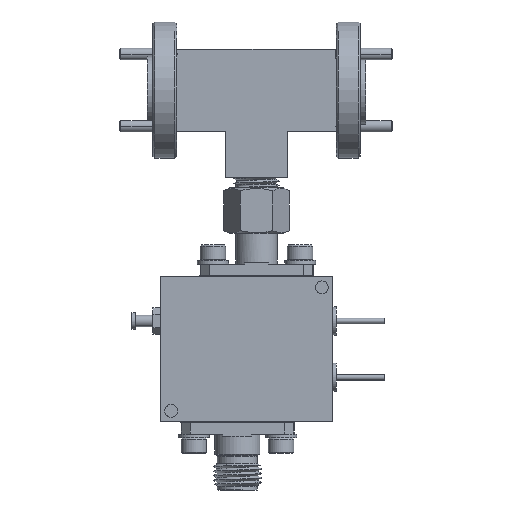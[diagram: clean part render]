
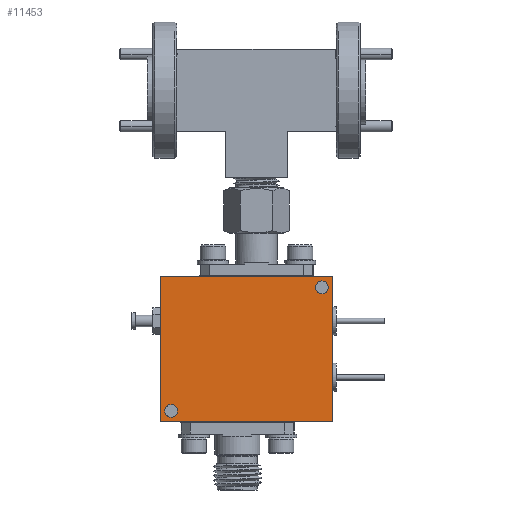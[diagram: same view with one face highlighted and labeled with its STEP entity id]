
A CAD part, front view. The second image highlights one B-rep face of the part: STEP entity #11453.
In plain terms, the highlighted planar face has unit normal (0, -1, 0).
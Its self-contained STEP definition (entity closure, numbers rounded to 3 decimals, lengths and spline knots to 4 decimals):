
#1494 = VERTEX_POINT ( 'NONE', #18093 ) ;
#1696 = EDGE_CURVE ( 'NONE', #36401, #61952, #4137, .T. ) ;
#2611 = LINE ( 'NONE', #58962, #41121 ) ;
#2720 = PLANE ( 'NONE',  #56145 ) ;
#3445 = VERTEX_POINT ( 'NONE', #18190 ) ;
#4137 = CIRCLE ( 'NONE', #42524, 0.035 ) ;
#5643 = EDGE_CURVE ( 'NONE', #10834, #21967, #33909, .T. ) ;
#9594 = AXIS2_PLACEMENT_3D ( 'NONE', #42283, #12761, #42927 ) ;
#10371 = CARTESIAN_POINT ( 'NONE',  ( 1.7555, 0.6184, 0.636 ) ) ;
#10834 = VERTEX_POINT ( 'NONE', #42864 ) ;
#11453 = ADVANCED_FACE ( 'NONE', ( #41061, #54149, #35643 ), #2720, .F. ) ;
#12031 = EDGE_LOOP ( 'NONE', ( #32866, #54002 ) ) ;
#12369 = CARTESIAN_POINT ( 'NONE',  ( 1.2805, 0.6184, 0.236 ) ) ;
#12761 = DIRECTION ( 'NONE',  ( 0., -1., 0. ) ) ;
#17272 = CARTESIAN_POINT ( 'NONE',  ( 0.8055, 0.6184, 0.636 ) ) ;
#18093 = CARTESIAN_POINT ( 'NONE',  ( 0.8055, 0.6184, 0.636 ) ) ;
#18190 = CARTESIAN_POINT ( 'NONE',  ( 0.9005, 0.6184, -0.104 ) ) ;
#18859 = ORIENTED_EDGE ( 'NONE', *, *, #53300, .F. ) ;
#19249 = CARTESIAN_POINT ( 'NONE',  ( 0.8055, 0.6184, -0.164 ) ) ;
#21967 = VERTEX_POINT ( 'NONE', #19249 ) ;
#23382 = DIRECTION ( 'NONE',  ( -1., 0., 0. ) ) ;
#24756 = DIRECTION ( 'NONE',  ( 0., -1., 0. ) ) ;
#25440 = DIRECTION ( 'NONE',  ( 0., -1., 0. ) ) ;
#26280 = ORIENTED_EDGE ( 'NONE', *, *, #36691, .F. ) ;
#26729 = EDGE_CURVE ( 'NONE', #35551, #3445, #54206, .T. ) ;
#26825 = DIRECTION ( 'NONE',  ( 0., 1., 0. ) ) ;
#26979 = CARTESIAN_POINT ( 'NONE',  ( 0.8305, 0.6184, -0.104 ) ) ;
#27201 = DIRECTION ( 'NONE',  ( 1., 0., 0. ) ) ;
#27673 = DIRECTION ( 'NONE',  ( 1., 0., 0. ) ) ;
#28099 = DIRECTION ( 'NONE',  ( 0., -1., 0. ) ) ;
#28580 = ORIENTED_EDGE ( 'NONE', *, *, #43175, .F. ) ;
#29263 = VECTOR ( 'NONE', #60629, 39.3701 ) ;
#32722 = AXIS2_PLACEMENT_3D ( 'NONE', #54299, #24756, #44597 ) ;
#32866 = ORIENTED_EDGE ( 'NONE', *, *, #53760, .F. ) ;
#33909 = LINE ( 'NONE', #44040, #29263 ) ;
#33983 = LINE ( 'NONE', #41519, #43228 ) ;
#35316 = DIRECTION ( 'NONE',  ( 1., 0., 0. ) ) ;
#35551 = VERTEX_POINT ( 'NONE', #26979 ) ;
#35618 = VECTOR ( 'NONE', #27201, 39.3701 ) ;
#35643 = FACE_OUTER_BOUND ( 'NONE', #46176, .T. ) ;
#36401 = VERTEX_POINT ( 'NONE', #62061 ) ;
#36691 = EDGE_CURVE ( 'NONE', #1494, #43758, #50319, .T. ) ;
#38680 = DIRECTION ( 'NONE',  ( 0., 0., -1. ) ) ;
#41061 = FACE_BOUND ( 'NONE', #12031, .T. ) ;
#41121 = VECTOR ( 'NONE', #38680, 39.3701 ) ;
#41519 = CARTESIAN_POINT ( 'NONE',  ( 0.8055, 0.6184, 0.636 ) ) ;
#42153 = CARTESIAN_POINT ( 'NONE',  ( 1.6955, 0.6184, 0.576 ) ) ;
#42283 = CARTESIAN_POINT ( 'NONE',  ( 0.8655, 0.6184, -0.104 ) ) ;
#42524 = AXIS2_PLACEMENT_3D ( 'NONE', #59963, #25440, #35316 ) ;
#42864 = CARTESIAN_POINT ( 'NONE',  ( 1.7555, 0.6184, -0.164 ) ) ;
#42927 = DIRECTION ( 'NONE',  ( 1., 0., 0. ) ) ;
#43175 = EDGE_CURVE ( 'NONE', #61952, #36401, #57588, .T. ) ;
#43228 = VECTOR ( 'NONE', #46483, 39.3701 ) ;
#43758 = VERTEX_POINT ( 'NONE', #10371 ) ;
#44040 = CARTESIAN_POINT ( 'NONE',  ( 0.8055, 0.6184, -0.164 ) ) ;
#44597 = DIRECTION ( 'NONE',  ( 1., 0., 0. ) ) ;
#45081 = ORIENTED_EDGE ( 'NONE', *, *, #51649, .F. ) ;
#46176 = EDGE_LOOP ( 'NONE', ( #62965, #45081, #26280, #18859 ) ) ;
#46483 = DIRECTION ( 'NONE',  ( 0., 0., 1. ) ) ;
#47076 = CIRCLE ( 'NONE', #32722, 0.035 ) ;
#47672 = EDGE_LOOP ( 'NONE', ( #61645, #28580 ) ) ;
#50319 = LINE ( 'NONE', #17272, #35618 ) ;
#50461 = AXIS2_PLACEMENT_3D ( 'NONE', #42153, #28099, #27673 ) ;
#51649 = EDGE_CURVE ( 'NONE', #43758, #10834, #2611, .T. ) ;
#53300 = EDGE_CURVE ( 'NONE', #21967, #1494, #33983, .T. ) ;
#53760 = EDGE_CURVE ( 'NONE', #3445, #35551, #47076, .T. ) ;
#54002 = ORIENTED_EDGE ( 'NONE', *, *, #26729, .F. ) ;
#54149 = FACE_BOUND ( 'NONE', #47672, .T. ) ;
#54206 = CIRCLE ( 'NONE', #9594, 0.035 ) ;
#54299 = CARTESIAN_POINT ( 'NONE',  ( 0.8655, 0.6184, -0.104 ) ) ;
#56145 = AXIS2_PLACEMENT_3D ( 'NONE', #12369, #26825, #23382 ) ;
#57254 = CARTESIAN_POINT ( 'NONE',  ( 1.6605, 0.6184, 0.576 ) ) ;
#57588 = CIRCLE ( 'NONE', #50461, 0.035 ) ;
#58962 = CARTESIAN_POINT ( 'NONE',  ( 1.7555, 0.6184, 0.636 ) ) ;
#59963 = CARTESIAN_POINT ( 'NONE',  ( 1.6955, 0.6184, 0.576 ) ) ;
#60629 = DIRECTION ( 'NONE',  ( -1., 0., 0. ) ) ;
#61645 = ORIENTED_EDGE ( 'NONE', *, *, #1696, .F. ) ;
#61952 = VERTEX_POINT ( 'NONE', #57254 ) ;
#62061 = CARTESIAN_POINT ( 'NONE',  ( 1.7305, 0.6184, 0.576 ) ) ;
#62965 = ORIENTED_EDGE ( 'NONE', *, *, #5643, .F. ) ;
